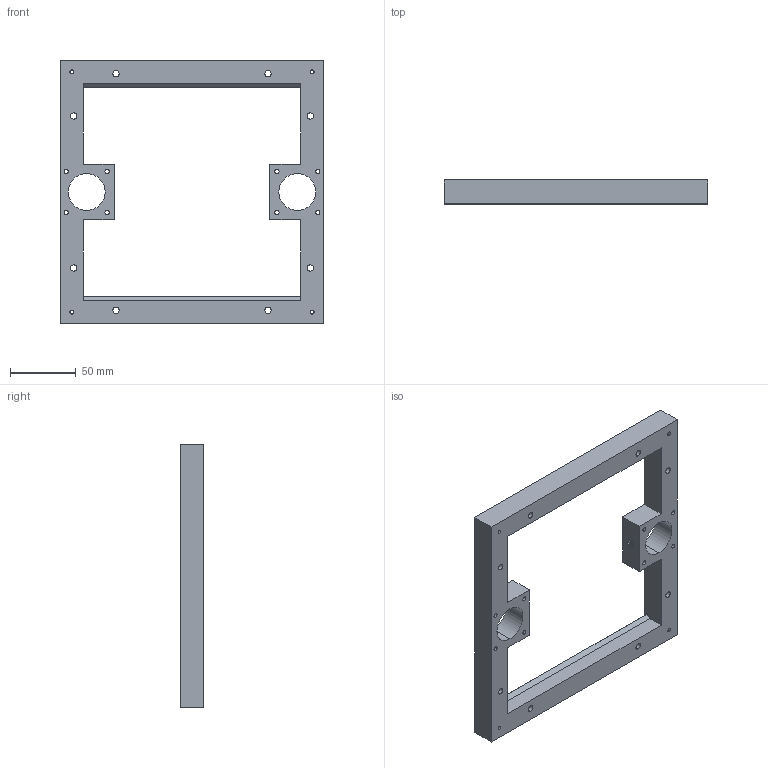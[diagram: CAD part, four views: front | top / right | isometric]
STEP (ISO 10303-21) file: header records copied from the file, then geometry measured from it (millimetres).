
FILE_DESCRIPTION (( 'STEP AP214' ), '1' );
FILE_NAME ('DR.Base_Frame_GUL_MK1.STEP', '2022-12-14T19:23:37', ( '' ), ( '' ), 'SwSTEP 2.0', 'SolidWorks 2020', '' );
FILE_SCHEMA (( 'AUTOMOTIVE_DESIGN' ));
Length unit declared in the file: millimetre
Products named in the file (1): DR.Base_Frame_GUL_MK1
Bounding box: 200 x 18 x 200 mm (x, y, z)
Volume: 103023.6 mm3; surface area: 97648.7 mm2
Topology: 1 solids, 5 shells, 361 faces, 977 edges, 644 vertices
Faces by surface type: plane 210, cylinder 133, cone 18
Entity records: 11808 total; most frequent: CARTESIAN_POINT 2091, DIRECTION 1959, ORIENTED_EDGE 1954, EDGE_CURVE 977, LINE 679, VECTOR 679, VERTEX_POINT 644, AXIS2_PLACEMENT_3D 640
